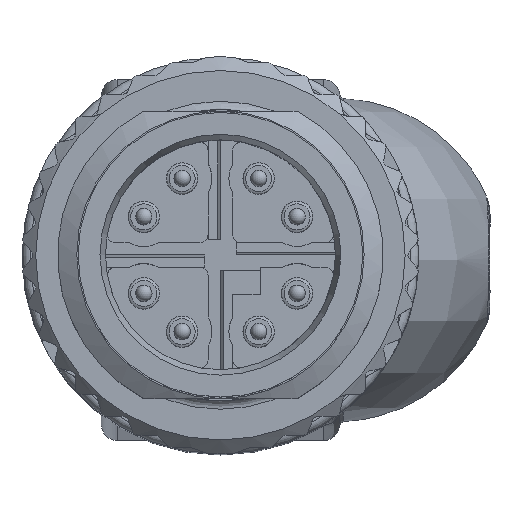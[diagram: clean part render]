
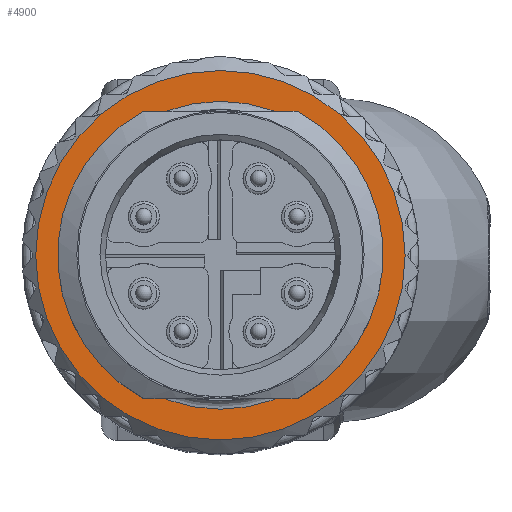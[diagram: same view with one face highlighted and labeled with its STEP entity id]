
A CAD part, top view. The second image highlights one B-rep face of the part: STEP entity #4900.
In plain terms, the highlighted planar face has unit normal (0, 0, 1).
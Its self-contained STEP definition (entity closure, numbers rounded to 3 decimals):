
#2714=FACE_BOUND('',#7600,.T.);
#2715=FACE_BOUND('',#7601,.T.);
#3793=CIRCLE('',#22765,5.625);
#3864=CIRCLE('',#22962,6.75);
#4900=ADVANCED_FACE('',(#2714,#2715),#5448,.F.);
#5448=PLANE('',#22963);
#7600=EDGE_LOOP('',(#12664));
#7601=EDGE_LOOP('',(#12665));
#12664=ORIENTED_EDGE('',*,*,#17583,.F.);
#12665=ORIENTED_EDGE('',*,*,#17985,.T.);
#14947=VERTEX_POINT('',#37580);
#15226=VERTEX_POINT('',#39590);
#17583=EDGE_CURVE('',#14947,#14947,#3793,.T.);
#17985=EDGE_CURVE('',#15226,#15226,#3864,.T.);
#22765=AXIS2_PLACEMENT_3D('',#37579,#27285,#27286);
#22962=AXIS2_PLACEMENT_3D('',#39589,#27885,#27886);
#22963=AXIS2_PLACEMENT_3D('',#39591,#27887,#27888);
#27285=DIRECTION('',(0.,0.,1.));
#27286=DIRECTION('',(0.,-1.,0.));
#27885=DIRECTION('',(0.,0.,1.));
#27886=DIRECTION('',(0.,-1.,0.));
#27887=DIRECTION('',(0.,0.,-1.));
#27888=DIRECTION('',(0.,-1.,0.));
#37579=CARTESIAN_POINT('',(0.,0.,-6.5));
#37580=CARTESIAN_POINT('',(0.,-5.625,-6.5));
#39589=CARTESIAN_POINT('',(0.,0.,-6.5));
#39590=CARTESIAN_POINT('',(0.,-6.75,-6.5));
#39591=CARTESIAN_POINT('',(5.325,0.,-6.5));
